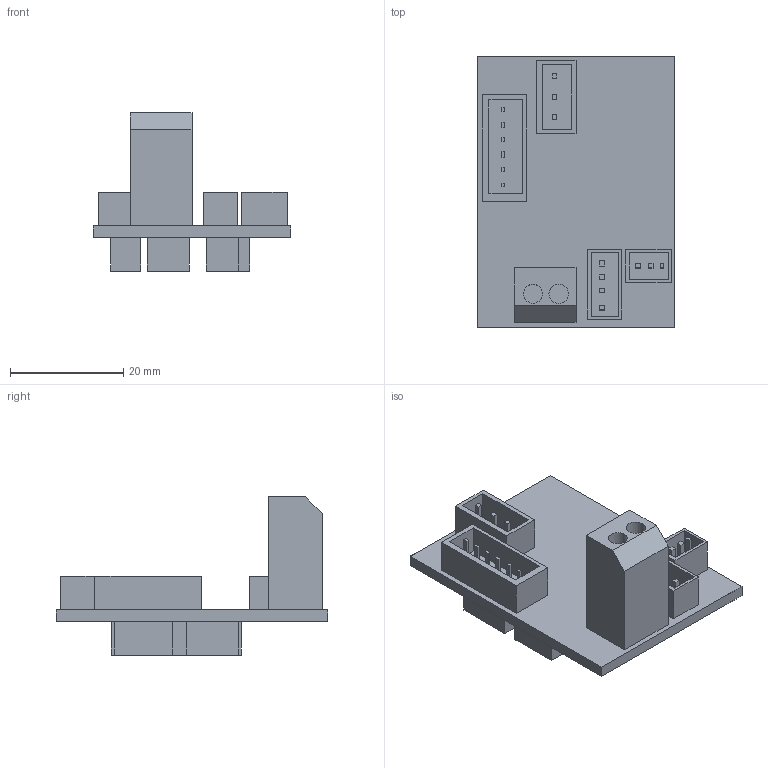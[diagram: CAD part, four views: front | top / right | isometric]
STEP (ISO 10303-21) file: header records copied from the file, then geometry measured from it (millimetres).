
FILE_DESCRIPTION(/* description */ (''),/* implementation_level */ '2;1');
FILE_NAME(/* name */ 'pin assignment.stp',/* time_stamp */ '2020-11-19T20:26:03+03:00',/* author */ ('Max'),/* organization */ (''),/* preprocessor_version */ 'ST-DEVELOPER v16.5',/* originating_system */ 'Autodesk Inventor 2017',/* authorisation */ '');
FILE_SCHEMA (('AUTOMOTIVE_DESIGN { 1 0 10303 214 3 1 1 }'));
Length unit declared in the file: millimetre
Products named in the file (1): разводка
Bounding box: 35 x 48 x 28 mm (x, y, z)
Volume: 6977.1 mm3; surface area: 8822.1 mm2
Topology: 1 solids, 1 shells, 310 faces, 741 edges, 494 vertices
Faces by surface type: plane 308, cylinder 2
Full cylindrical faces by diameter (mm): 3.336 x1, 3.452 x1
Entity records: 9000 total; most frequent: CARTESIAN_POINT 1544, ORIENTED_EDGE 1478, DIRECTION 1365, EDGE_CURVE 739, LINE 735, VECTOR 735, VERTEX_POINT 494, EDGE_LOOP 373
